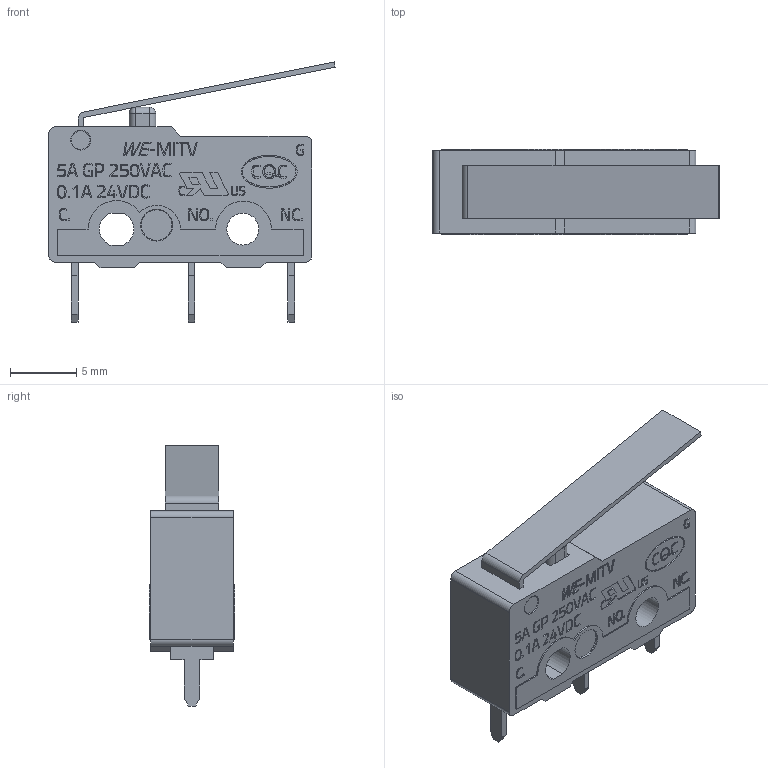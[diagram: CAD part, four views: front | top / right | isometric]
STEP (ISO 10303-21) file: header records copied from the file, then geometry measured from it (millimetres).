
FILE_DESCRIPTION(/* description */ ('Unknown'),/* implementation_level */ '2;1');
FILE_NAME(/* name */ 'SW_Wurth_WS-MITV_463092370403',/* time_stamp */ '2025-04-24T17:41:38+08:00',/* author */ ('Unknown'),/* organization */ ('Unknown'),/* preprocessor_version */ 'ST-DEVELOPER v19.4',/* originating_system */ 'Solid Edge',/* authorisation */ 'Unknown');
FILE_SCHEMA (('AUTOMOTIVE_DESIGN {1 0 10303 214 3 1 1}'));
Length unit declared in the file: millimetre
Products named in the file (2): SW_Wurth_WS-MITV_463092370403
Assembly tree (1 placements, depth 2):
  SW_Wurth_WS-MITV_463092370403
    SW_Wurth_WS-MITV_463092370403
Bounding box: 21.55 x 6.4 x 19.59 mm (x, y, z)
Volume: 1211.2 mm3; surface area: 1180.7 mm2
Topology: 1 solids, 1 shells, 949 faces, 2456 edges, 1631 vertices
Faces by surface type: plane 810, bspline 87, cylinder 44, torus 4, sphere 4
Full cylindrical faces by diameter (mm): 2.4 x3
Entity records: 37333 total; most frequent: CARTESIAN_POINT 10123, ORIENTED_EDGE 4848, DIRECTION 3022, EDGE_CURVE 2424, VERTEX_POINT 1628, B_SPLINE_CURVE_WITH_KNOTS 1222, LINE 1110, VECTOR 1110
